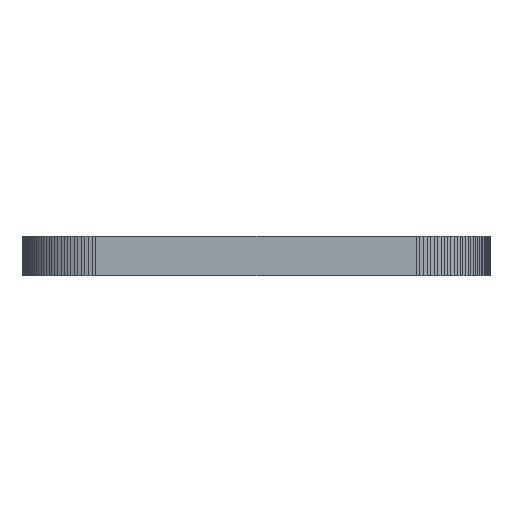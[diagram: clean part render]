
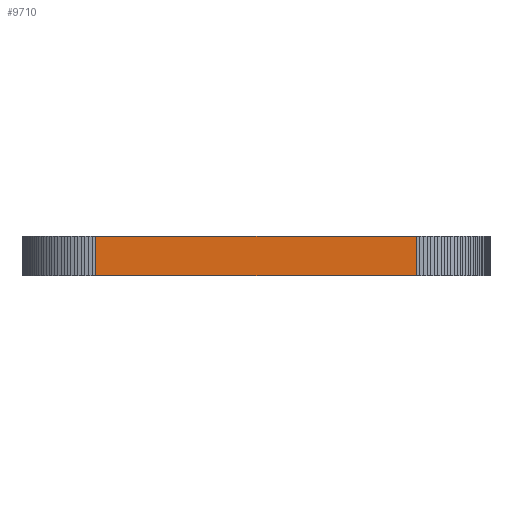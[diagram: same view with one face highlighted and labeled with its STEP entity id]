
A CAD part, left-side view. The second image highlights one B-rep face of the part: STEP entity #9710.
In plain terms, the highlighted planar face has unit normal (-1, 0, 0).
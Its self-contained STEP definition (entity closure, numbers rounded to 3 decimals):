
#83 = PLANE('',#84);
#84 = AXIS2_PLACEMENT_3D('',#85,#86,#87);
#85 = CARTESIAN_POINT('',(139.12,-99.49,1.6));
#86 = DIRECTION('',(-0.,-0.,-1.));
#87 = DIRECTION('',(-1.,0.,0.));
#137 = PLANE('',#138);
#138 = AXIS2_PLACEMENT_3D('',#139,#140,#141);
#139 = CARTESIAN_POINT('',(139.12,-99.49,0.));
#140 = DIRECTION('',(-0.,-0.,-1.));
#141 = DIRECTION('',(-1.,0.,0.));
#2962 = VERTEX_POINT('',#2963);
#2963 = CARTESIAN_POINT('',(117.52,-105.99,0.));
#2977 = PLANE('',#2978);
#2978 = AXIS2_PLACEMENT_3D('',#2979,#2980,#2981);
#2979 = CARTESIAN_POINT('',(117.524,-106.139,0.));
#2980 = DIRECTION('',(-1.,-0.025,0.));
#2981 = DIRECTION('',(-0.025,1.,0.));
#2989 = EDGE_CURVE('',#2962,#2990,#2992,.T.);
#2990 = VERTEX_POINT('',#2991);
#2991 = CARTESIAN_POINT('',(117.52,-92.99,0.));
#2992 = SURFACE_CURVE('',#2993,(#2997,#3004),.PCURVE_S1.);
#2993 = LINE('',#2994,#2995);
#2994 = CARTESIAN_POINT('',(117.52,-105.99,0.));
#2995 = VECTOR('',#2996,1.);
#2996 = DIRECTION('',(0.,1.,0.));
#2997 = PCURVE('',#137,#2998);
#2998 = DEFINITIONAL_REPRESENTATION('',(#2999),#3003);
#2999 = LINE('',#3000,#3001);
#3000 = CARTESIAN_POINT('',(21.6,-6.5));
#3001 = VECTOR('',#3002,1.);
#3002 = DIRECTION('',(0.,1.));
#3003 = ( GEOMETRIC_REPRESENTATION_CONTEXT(2) 
PARAMETRIC_REPRESENTATION_CONTEXT() REPRESENTATION_CONTEXT('2D SPACE',''
  ) );
#3004 = PCURVE('',#3005,#3010);
#3005 = PLANE('',#3006);
#3006 = AXIS2_PLACEMENT_3D('',#3007,#3008,#3009);
#3007 = CARTESIAN_POINT('',(117.52,-105.99,0.));
#3008 = DIRECTION('',(-1.,0.,0.));
#3009 = DIRECTION('',(0.,1.,0.));
#3010 = DEFINITIONAL_REPRESENTATION('',(#3011),#3015);
#3011 = LINE('',#3012,#3013);
#3012 = CARTESIAN_POINT('',(0.,0.));
#3013 = VECTOR('',#3014,1.);
#3014 = DIRECTION('',(1.,0.));
#3015 = ( GEOMETRIC_REPRESENTATION_CONTEXT(2) 
PARAMETRIC_REPRESENTATION_CONTEXT() REPRESENTATION_CONTEXT('2D SPACE',''
  ) );
#3033 = PLANE('',#3034);
#3034 = AXIS2_PLACEMENT_3D('',#3035,#3036,#3037);
#3035 = CARTESIAN_POINT('',(117.52,-92.99,0.));
#3036 = DIRECTION('',(-1.,0.025,0.));
#3037 = DIRECTION('',(0.025,1.,0.));
#6693 = VERTEX_POINT('',#6694);
#6694 = CARTESIAN_POINT('',(117.52,-105.99,1.6));
#6715 = EDGE_CURVE('',#6693,#6716,#6718,.T.);
#6716 = VERTEX_POINT('',#6717);
#6717 = CARTESIAN_POINT('',(117.52,-92.99,1.6));
#6718 = SURFACE_CURVE('',#6719,(#6723,#6730),.PCURVE_S1.);
#6719 = LINE('',#6720,#6721);
#6720 = CARTESIAN_POINT('',(117.52,-105.99,1.6));
#6721 = VECTOR('',#6722,1.);
#6722 = DIRECTION('',(0.,1.,0.));
#6723 = PCURVE('',#83,#6724);
#6724 = DEFINITIONAL_REPRESENTATION('',(#6725),#6729);
#6725 = LINE('',#6726,#6727);
#6726 = CARTESIAN_POINT('',(21.6,-6.5));
#6727 = VECTOR('',#6728,1.);
#6728 = DIRECTION('',(0.,1.));
#6729 = ( GEOMETRIC_REPRESENTATION_CONTEXT(2) 
PARAMETRIC_REPRESENTATION_CONTEXT() REPRESENTATION_CONTEXT('2D SPACE',''
  ) );
#6730 = PCURVE('',#3005,#6731);
#6731 = DEFINITIONAL_REPRESENTATION('',(#6732),#6736);
#6732 = LINE('',#6733,#6734);
#6733 = CARTESIAN_POINT('',(0.,-1.6));
#6734 = VECTOR('',#6735,1.);
#6735 = DIRECTION('',(1.,0.));
#6736 = ( GEOMETRIC_REPRESENTATION_CONTEXT(2) 
PARAMETRIC_REPRESENTATION_CONTEXT() REPRESENTATION_CONTEXT('2D SPACE',''
  ) );
#9660 = EDGE_CURVE('',#2990,#6716,#9661,.T.);
#9661 = SURFACE_CURVE('',#9662,(#9666,#9673),.PCURVE_S1.);
#9662 = LINE('',#9663,#9664);
#9663 = CARTESIAN_POINT('',(117.52,-92.99,0.));
#9664 = VECTOR('',#9665,1.);
#9665 = DIRECTION('',(0.,0.,1.));
#9666 = PCURVE('',#3033,#9667);
#9667 = DEFINITIONAL_REPRESENTATION('',(#9668),#9672);
#9668 = LINE('',#9669,#9670);
#9669 = CARTESIAN_POINT('',(0.,0.));
#9670 = VECTOR('',#9671,1.);
#9671 = DIRECTION('',(0.,-1.));
#9672 = ( GEOMETRIC_REPRESENTATION_CONTEXT(2) 
PARAMETRIC_REPRESENTATION_CONTEXT() REPRESENTATION_CONTEXT('2D SPACE',''
  ) );
#9673 = PCURVE('',#3005,#9674);
#9674 = DEFINITIONAL_REPRESENTATION('',(#9675),#9679);
#9675 = LINE('',#9676,#9677);
#9676 = CARTESIAN_POINT('',(13.,0.));
#9677 = VECTOR('',#9678,1.);
#9678 = DIRECTION('',(0.,-1.));
#9679 = ( GEOMETRIC_REPRESENTATION_CONTEXT(2) 
PARAMETRIC_REPRESENTATION_CONTEXT() REPRESENTATION_CONTEXT('2D SPACE',''
  ) );
#9710 = ADVANCED_FACE('',(#9711),#3005,.T.);
#9711 = FACE_BOUND('',#9712,.T.);
#9712 = EDGE_LOOP('',(#9713,#9734,#9735,#9736));
#9713 = ORIENTED_EDGE('',*,*,#9714,.T.);
#9714 = EDGE_CURVE('',#2962,#6693,#9715,.T.);
#9715 = SURFACE_CURVE('',#9716,(#9720,#9727),.PCURVE_S1.);
#9716 = LINE('',#9717,#9718);
#9717 = CARTESIAN_POINT('',(117.52,-105.99,0.));
#9718 = VECTOR('',#9719,1.);
#9719 = DIRECTION('',(0.,0.,1.));
#9720 = PCURVE('',#3005,#9721);
#9721 = DEFINITIONAL_REPRESENTATION('',(#9722),#9726);
#9722 = LINE('',#9723,#9724);
#9723 = CARTESIAN_POINT('',(0.,0.));
#9724 = VECTOR('',#9725,1.);
#9725 = DIRECTION('',(0.,-1.));
#9726 = ( GEOMETRIC_REPRESENTATION_CONTEXT(2) 
PARAMETRIC_REPRESENTATION_CONTEXT() REPRESENTATION_CONTEXT('2D SPACE',''
  ) );
#9727 = PCURVE('',#2977,#9728);
#9728 = DEFINITIONAL_REPRESENTATION('',(#9729),#9733);
#9729 = LINE('',#9730,#9731);
#9730 = CARTESIAN_POINT('',(0.149,0.));
#9731 = VECTOR('',#9732,1.);
#9732 = DIRECTION('',(0.,-1.));
#9733 = ( GEOMETRIC_REPRESENTATION_CONTEXT(2) 
PARAMETRIC_REPRESENTATION_CONTEXT() REPRESENTATION_CONTEXT('2D SPACE',''
  ) );
#9734 = ORIENTED_EDGE('',*,*,#6715,.T.);
#9735 = ORIENTED_EDGE('',*,*,#9660,.F.);
#9736 = ORIENTED_EDGE('',*,*,#2989,.F.);
